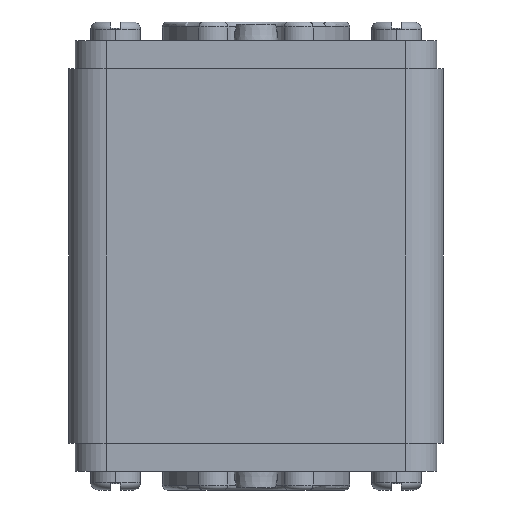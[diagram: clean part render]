
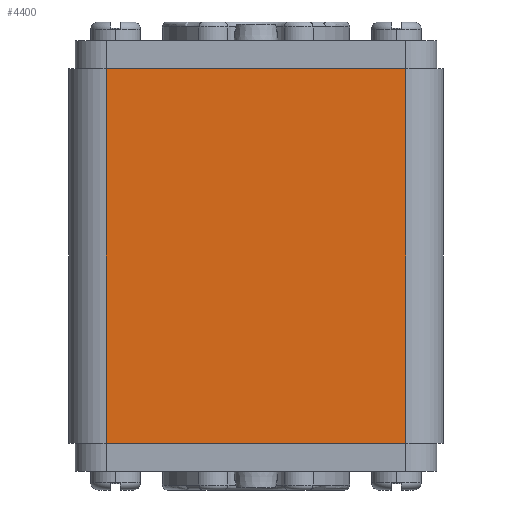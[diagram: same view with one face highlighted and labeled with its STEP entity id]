
A CAD part, front view. The second image highlights one B-rep face of the part: STEP entity #4400.
In plain terms, the highlighted planar face has unit normal (0, -1, 0).
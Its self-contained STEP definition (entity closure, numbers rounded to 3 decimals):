
#25=DIRECTION('',(1.,0.,0.));
#26=VECTOR('',#25,48.);
#27=CARTESIAN_POINT('',(-24.,-30.,-30.));
#28=LINE('',#27,#26);
#82=DIRECTION('',(0.,0.,-1.));
#83=VECTOR('',#82,60.);
#84=CARTESIAN_POINT('',(24.,-30.,30.));
#85=LINE('',#84,#83);
#86=DIRECTION('',(0.,0.,-1.));
#87=VECTOR('',#86,60.);
#88=CARTESIAN_POINT('',(-24.,-30.,30.));
#89=LINE('',#88,#87);
#130=DIRECTION('',(1.,0.,0.));
#131=VECTOR('',#130,48.);
#132=CARTESIAN_POINT('',(-24.,-30.,30.));
#133=LINE('',#132,#131);
#3631=CARTESIAN_POINT('',(24.,-30.,-30.));
#3633=VERTEX_POINT('',#3631);
#3634=CARTESIAN_POINT('',(24.,-30.,30.));
#3635=VERTEX_POINT('',#3634);
#3638=CARTESIAN_POINT('',(-24.,-30.,-30.));
#3640=VERTEX_POINT('',#3638);
#3644=CARTESIAN_POINT('',(-24.,-30.,30.));
#3645=VERTEX_POINT('',#3644);
#4387=CARTESIAN_POINT('',(-30.,-30.,-30.));
#4388=DIRECTION('',(0.,-1.,0.));
#4389=DIRECTION('',(1.,0.,0.));
#4390=AXIS2_PLACEMENT_3D('',#4387,#4388,#4389);
#4391=PLANE('',#4390);
#4392=ORIENTED_EDGE('',*,*,#4379,.T.);
#4393=ORIENTED_EDGE('',*,*,#4317,.F.);
#4395=ORIENTED_EDGE('',*,*,#4394,.F.);
#4397=ORIENTED_EDGE('',*,*,#4396,.T.);
#4398=EDGE_LOOP('',(#4392,#4393,#4395,#4397));
#4399=FACE_OUTER_BOUND('',#4398,.F.);
#4400=ADVANCED_FACE('',(#4399),#4391,.T.);
#4317=EDGE_CURVE('',#3640,#3633,#28,.T.);
#4379=EDGE_CURVE('',#3635,#3633,#85,.T.);
#4394=EDGE_CURVE('',#3645,#3640,#89,.T.);
#4396=EDGE_CURVE('',#3645,#3635,#133,.T.);
